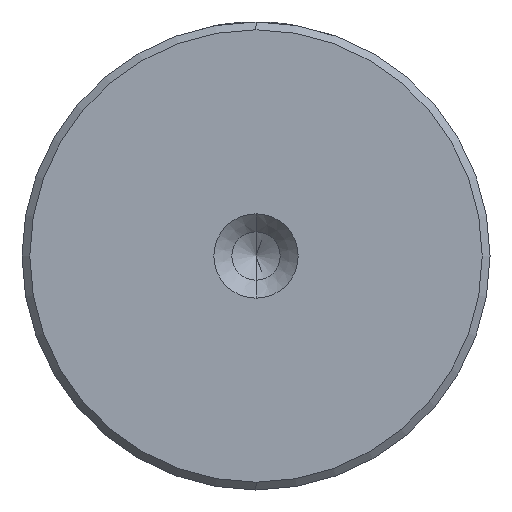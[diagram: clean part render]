
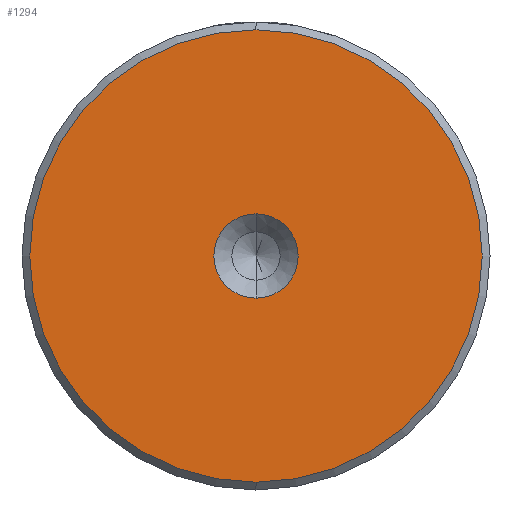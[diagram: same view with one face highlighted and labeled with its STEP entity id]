
A CAD part, left-side view. The second image highlights one B-rep face of the part: STEP entity #1294.
In plain terms, the highlighted planar face has unit normal (-1, 0, 0).
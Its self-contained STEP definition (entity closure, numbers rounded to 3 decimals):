
#64 = ORIENTED_EDGE ( 'NONE', *, *, #881, .F. ) ;
#70 = DIRECTION ( 'NONE',  ( 0., 0., 1. ) ) ;
#113 = AXIS2_PLACEMENT_3D ( 'NONE', #1800, #1276, #1102 ) ;
#228 = CIRCLE ( 'NONE', #778, 2.7 ) ;
#365 = VERTEX_POINT ( 'NONE', #719 ) ;
#408 = FACE_OUTER_BOUND ( 'NONE', #440, .T. ) ;
#440 = EDGE_LOOP ( 'NONE', ( #470, #1369 ) ) ;
#470 = ORIENTED_EDGE ( 'NONE', *, *, #787, .T. ) ;
#473 = FACE_BOUND ( 'NONE', #1346, .T. ) ;
#487 = CARTESIAN_POINT ( 'NONE',  ( 0., 0., -14.5 ) ) ;
#612 = AXIS2_PLACEMENT_3D ( 'NONE', #1030, #2238, #1196 ) ;
#623 = PLANE ( 'NONE',  #2218 ) ;
#633 = VERTEX_POINT ( 'NONE', #1537 ) ;
#673 = CIRCLE ( 'NONE', #612, 2.7 ) ;
#678 = ORIENTED_EDGE ( 'NONE', *, *, #1431, .F. ) ;
#719 = CARTESIAN_POINT ( 'NONE',  ( 0., 0., 14.5 ) ) ;
#741 = DIRECTION ( 'NONE',  ( -1., 0., 0. ) ) ;
#764 = CIRCLE ( 'NONE', #113, 14.5 ) ;
#778 = AXIS2_PLACEMENT_3D ( 'NONE', #1982, #942, #2146 ) ;
#787 = EDGE_CURVE ( 'NONE', #856, #365, #764, .T. ) ;
#820 = CARTESIAN_POINT ( 'NONE',  ( 0., 0., -2.7 ) ) ;
#856 = VERTEX_POINT ( 'NONE', #487 ) ;
#881 = EDGE_CURVE ( 'NONE', #1980, #633, #673, .T. ) ;
#942 = DIRECTION ( 'NONE',  ( -1., 0., 0. ) ) ;
#1030 = CARTESIAN_POINT ( 'NONE',  ( 0., 0., 0. ) ) ;
#1102 = DIRECTION ( 'NONE',  ( 0., 0., 1. ) ) ;
#1149 = DIRECTION ( 'NONE',  ( -1., 0., 0. ) ) ;
#1196 = DIRECTION ( 'NONE',  ( 0., 0., 1. ) ) ;
#1276 = DIRECTION ( 'NONE',  ( -1., 0., 0. ) ) ;
#1294 = ADVANCED_FACE ( 'NONE', ( #408, #473 ), #623, .T. ) ;
#1346 = EDGE_LOOP ( 'NONE', ( #678, #64 ) ) ;
#1369 = ORIENTED_EDGE ( 'NONE', *, *, #1728, .T. ) ;
#1431 = EDGE_CURVE ( 'NONE', #633, #1980, #228, .T. ) ;
#1439 = AXIS2_PLACEMENT_3D ( 'NONE', #1535, #741, #1963 ) ;
#1535 = CARTESIAN_POINT ( 'NONE',  ( 0., 0., 0. ) ) ;
#1537 = CARTESIAN_POINT ( 'NONE',  ( 0., 0., 2.7 ) ) ;
#1728 = EDGE_CURVE ( 'NONE', #365, #856, #2036, .T. ) ;
#1800 = CARTESIAN_POINT ( 'NONE',  ( 0., 0., 0. ) ) ;
#1963 = DIRECTION ( 'NONE',  ( 0., 0., 1. ) ) ;
#1980 = VERTEX_POINT ( 'NONE', #820 ) ;
#1982 = CARTESIAN_POINT ( 'NONE',  ( 0., 0., 0. ) ) ;
#2036 = CIRCLE ( 'NONE', #1439, 14.5 ) ;
#2146 = DIRECTION ( 'NONE',  ( 0., 0., 1. ) ) ;
#2193 = CARTESIAN_POINT ( 'NONE',  ( 0., 0., 0. ) ) ;
#2218 = AXIS2_PLACEMENT_3D ( 'NONE', #2193, #1149, #70 ) ;
#2238 = DIRECTION ( 'NONE',  ( -1., 0., 0. ) ) ;
